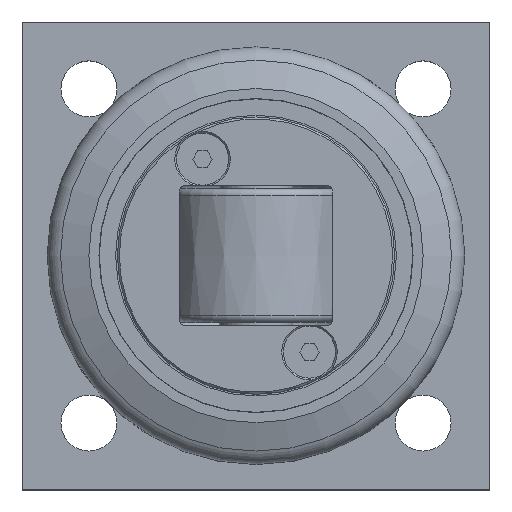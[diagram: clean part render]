
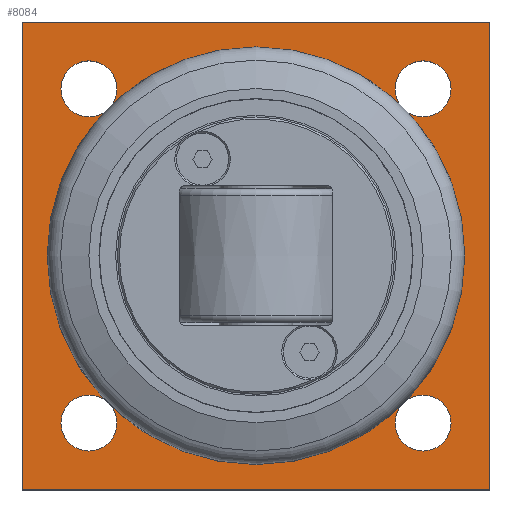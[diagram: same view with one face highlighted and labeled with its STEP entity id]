
A CAD part, top view. The second image highlights one B-rep face of the part: STEP entity #8084.
In plain terms, the highlighted planar face has unit normal (0, 0, 1).
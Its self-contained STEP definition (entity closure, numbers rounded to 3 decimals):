
#61=FACE_BOUND('',#1279,.T.);
#62=FACE_BOUND('',#1280,.T.);
#63=FACE_BOUND('',#1281,.T.);
#64=FACE_BOUND('',#1282,.T.);
#65=FACE_BOUND('',#1283,.T.);
#322=PLANE('',#9417);
#801=FACE_OUTER_BOUND('',#1278,.T.);
#1278=EDGE_LOOP('',(#7462,#7463,#7464,#7465));
#1279=EDGE_LOOP('',(#7466));
#1280=EDGE_LOOP('',(#7467,#7468));
#1281=EDGE_LOOP('',(#7469,#7470));
#1282=EDGE_LOOP('',(#7471,#7472));
#1283=EDGE_LOOP('',(#7473,#7474));
#2130=CIRCLE('',#9363,20.5);
#2145=CIRCLE('',#9396,4.188);
#2146=CIRCLE('',#9397,4.188);
#2148=CIRCLE('',#9400,4.188);
#2149=CIRCLE('',#9401,4.188);
#2151=CIRCLE('',#9404,4.188);
#2152=CIRCLE('',#9405,4.188);
#2154=CIRCLE('',#9408,4.188);
#2155=CIRCLE('',#9409,4.188);
#2522=LINE('',#15213,#2899);
#2526=LINE('',#15221,#2903);
#2529=LINE('',#15227,#2906);
#2532=LINE('',#15232,#2909);
#2899=VECTOR('',#12397,10.);
#2903=VECTOR('',#12403,10.);
#2906=VECTOR('',#12408,10.);
#2909=VECTOR('',#12413,10.);
#3590=VERTEX_POINT('',#15076);
#3607=VERTEX_POINT('',#15179);
#3608=VERTEX_POINT('',#15180);
#3610=VERTEX_POINT('',#15187);
#3611=VERTEX_POINT('',#15188);
#3613=VERTEX_POINT('',#15195);
#3614=VERTEX_POINT('',#15196);
#3616=VERTEX_POINT('',#15203);
#3617=VERTEX_POINT('',#15204);
#3619=VERTEX_POINT('',#15211);
#3620=VERTEX_POINT('',#15212);
#3623=VERTEX_POINT('',#15220);
#3625=VERTEX_POINT('',#15226);
#4853=EDGE_CURVE('',#3590,#3590,#2130,.T.);
#4882=EDGE_CURVE('',#3607,#3608,#2145,.T.);
#4883=EDGE_CURVE('',#3608,#3607,#2146,.T.);
#4886=EDGE_CURVE('',#3610,#3611,#2148,.T.);
#4887=EDGE_CURVE('',#3611,#3610,#2149,.T.);
#4890=EDGE_CURVE('',#3613,#3614,#2151,.T.);
#4891=EDGE_CURVE('',#3614,#3613,#2152,.T.);
#4894=EDGE_CURVE('',#3616,#3617,#2154,.T.);
#4895=EDGE_CURVE('',#3617,#3616,#2155,.T.);
#4898=EDGE_CURVE('',#3619,#3620,#2522,.T.);
#4902=EDGE_CURVE('',#3620,#3623,#2526,.T.);
#4905=EDGE_CURVE('',#3623,#3625,#2529,.T.);
#4908=EDGE_CURVE('',#3625,#3619,#2532,.T.);
#7462=ORIENTED_EDGE('',*,*,#4898,.F.);
#7463=ORIENTED_EDGE('',*,*,#4908,.F.);
#7464=ORIENTED_EDGE('',*,*,#4905,.F.);
#7465=ORIENTED_EDGE('',*,*,#4902,.F.);
#7466=ORIENTED_EDGE('',*,*,#4853,.T.);
#7467=ORIENTED_EDGE('',*,*,#4882,.T.);
#7468=ORIENTED_EDGE('',*,*,#4883,.T.);
#7469=ORIENTED_EDGE('',*,*,#4886,.T.);
#7470=ORIENTED_EDGE('',*,*,#4887,.T.);
#7471=ORIENTED_EDGE('',*,*,#4890,.T.);
#7472=ORIENTED_EDGE('',*,*,#4891,.T.);
#7473=ORIENTED_EDGE('',*,*,#4894,.T.);
#7474=ORIENTED_EDGE('',*,*,#4895,.T.);
#8084=ADVANCED_FACE('',(#801,#61,#62,#63,#64,#65),#322,.T.);
#9363=AXIS2_PLACEMENT_3D('',#15078,#12283,#12284);
#9396=AXIS2_PLACEMENT_3D('',#15181,#12361,#12362);
#9397=AXIS2_PLACEMENT_3D('',#15182,#12363,#12364);
#9400=AXIS2_PLACEMENT_3D('',#15189,#12370,#12371);
#9401=AXIS2_PLACEMENT_3D('',#15190,#12372,#12373);
#9404=AXIS2_PLACEMENT_3D('',#15197,#12379,#12380);
#9405=AXIS2_PLACEMENT_3D('',#15198,#12381,#12382);
#9408=AXIS2_PLACEMENT_3D('',#15205,#12388,#12389);
#9409=AXIS2_PLACEMENT_3D('',#15206,#12390,#12391);
#9417=AXIS2_PLACEMENT_3D('',#15237,#12419,#12420);
#12283=DIRECTION('center_axis',(0.,0.,-1.));
#12284=DIRECTION('ref_axis',(0.,-1.,0.));
#12361=DIRECTION('center_axis',(0.,0.,-1.));
#12362=DIRECTION('ref_axis',(1.,0.,0.));
#12363=DIRECTION('center_axis',(0.,0.,-1.));
#12364=DIRECTION('ref_axis',(1.,0.,0.));
#12370=DIRECTION('center_axis',(0.,0.,-1.));
#12371=DIRECTION('ref_axis',(1.,0.,0.));
#12372=DIRECTION('center_axis',(0.,0.,-1.));
#12373=DIRECTION('ref_axis',(1.,0.,0.));
#12379=DIRECTION('center_axis',(0.,0.,-1.));
#12380=DIRECTION('ref_axis',(1.,0.,0.));
#12381=DIRECTION('center_axis',(0.,0.,-1.));
#12382=DIRECTION('ref_axis',(1.,0.,0.));
#12388=DIRECTION('center_axis',(0.,0.,-1.));
#12389=DIRECTION('ref_axis',(1.,0.,0.));
#12390=DIRECTION('center_axis',(0.,0.,-1.));
#12391=DIRECTION('ref_axis',(1.,0.,0.));
#12397=DIRECTION('',(0.,1.,0.));
#12403=DIRECTION('',(1.,0.,0.));
#12408=DIRECTION('',(0.,-1.,0.));
#12413=DIRECTION('',(-1.,0.,0.));
#12419=DIRECTION('center_axis',(0.,0.,1.));
#12420=DIRECTION('ref_axis',(1.,0.,0.));
#15076=CARTESIAN_POINT('',(35.,55.5,12.));
#15078=CARTESIAN_POINT('Origin',(35.,35.,12.));
#15179=CARTESIAN_POINT('',(14.188,10.,12.));
#15180=CARTESIAN_POINT('',(5.812,10.,12.));
#15181=CARTESIAN_POINT('Origin',(10.,10.,12.));
#15182=CARTESIAN_POINT('Origin',(10.,10.,12.));
#15187=CARTESIAN_POINT('',(64.188,10.,12.));
#15188=CARTESIAN_POINT('',(55.812,10.,12.));
#15189=CARTESIAN_POINT('Origin',(60.,10.,12.));
#15190=CARTESIAN_POINT('Origin',(60.,10.,12.));
#15195=CARTESIAN_POINT('',(64.188,60.,12.));
#15196=CARTESIAN_POINT('',(55.812,60.,12.));
#15197=CARTESIAN_POINT('Origin',(60.,60.,12.));
#15198=CARTESIAN_POINT('Origin',(60.,60.,12.));
#15203=CARTESIAN_POINT('',(14.188,60.,12.));
#15204=CARTESIAN_POINT('',(5.812,60.,12.));
#15205=CARTESIAN_POINT('Origin',(10.,60.,12.));
#15206=CARTESIAN_POINT('Origin',(10.,60.,12.));
#15211=CARTESIAN_POINT('',(0.,0.,12.));
#15212=CARTESIAN_POINT('',(0.,70.,12.));
#15213=CARTESIAN_POINT('',(0.,70.,12.));
#15220=CARTESIAN_POINT('',(70.,70.,12.));
#15221=CARTESIAN_POINT('',(70.,70.,12.));
#15226=CARTESIAN_POINT('',(70.,0.,12.));
#15227=CARTESIAN_POINT('',(70.,0.,12.));
#15232=CARTESIAN_POINT('',(0.,0.,12.));
#15237=CARTESIAN_POINT('Origin',(35.,35.,12.));
